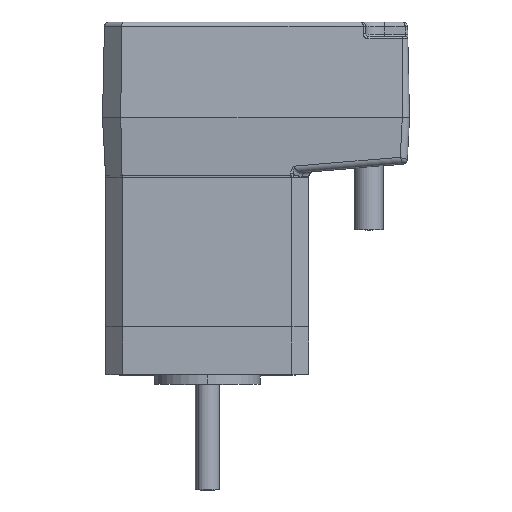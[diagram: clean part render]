
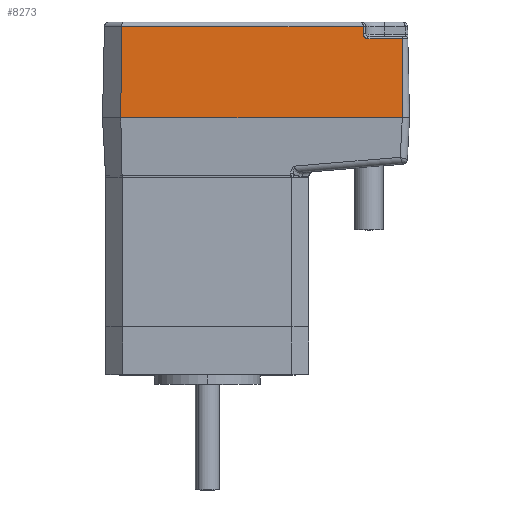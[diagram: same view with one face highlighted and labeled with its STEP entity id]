
A CAD part, top view. The second image highlights one B-rep face of the part: STEP entity #8273.
In plain terms, the highlighted planar face has unit normal (0, 0.021, 1).
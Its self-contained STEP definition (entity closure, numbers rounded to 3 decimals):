
#7947 = ORIENTED_EDGE ( 'NONE', *, *, #8270, .F. ) ;
#8208 = VERTEX_POINT ( 'NONE', #16551 ) ;
#8210 = EDGE_CURVE ( 'NONE', #8234, #8208, #16540, .T. ) ;
#8218 = VERTEX_POINT ( 'NONE', #16541 ) ;
#8219 = VERTEX_POINT ( 'NONE', #16587 ) ;
#8220 = VERTEX_POINT ( 'NONE', #16585 ) ;
#8223 = EDGE_LOOP ( 'NONE', ( #8274, #8276, #20113, #8260, #8264, #8267, #8261, #7947 ) ) ;
#8227 = EDGE_CURVE ( 'NONE', #8218, #8219, #16572, .T. ) ;
#8234 = VERTEX_POINT ( 'NONE', #16601 ) ;
#8255 = EDGE_CURVE ( 'NONE', #8220, #8234, #16636, .T. ) ;
#8257 = EDGE_CURVE ( 'NONE', #8208, #8259, #16687, .T. ) ;
#8259 = VERTEX_POINT ( 'NONE', #16692 ) ;
#8260 = ORIENTED_EDGE ( 'NONE', *, *, #8210, .T. ) ;
#8261 = ORIENTED_EDGE ( 'NONE', *, *, #8271, .T. ) ;
#8262 = VERTEX_POINT ( 'NONE', #16684 ) ;
#8263 = VERTEX_POINT ( 'NONE', #16691 ) ;
#8264 = ORIENTED_EDGE ( 'NONE', *, *, #8257, .T. ) ;
#8265 = EDGE_CURVE ( 'NONE', #8263, #8259, #16676, .T. ) ;
#8267 = ORIENTED_EDGE ( 'NONE', *, *, #8265, .F. ) ;
#8270 = EDGE_CURVE ( 'NONE', #8218, #8262, #16672, .T. ) ;
#8271 = EDGE_CURVE ( 'NONE', #8263, #8262, #16673, .T. ) ;
#8273 = ADVANCED_FACE ( 'NONE', ( #16678 ), #16709, .T. ) ;
#8274 = ORIENTED_EDGE ( 'NONE', *, *, #8227, .T. ) ;
#8275 = EDGE_CURVE ( 'NONE', #8219, #8220, #16703, .T. ) ;
#8276 = ORIENTED_EDGE ( 'NONE', *, *, #8275, .T. ) ;
#16538 = DIRECTION ( 'NONE',  ( -0.009, -1., 0.021 ) ) ;
#16539 = VECTOR ( 'NONE', #16538, 1000. ) ;
#16540 = LINE ( 'NONE', #16544, #16539 ) ;
#16541 = CARTESIAN_POINT ( 'NONE',  ( 32.5, 17.51, 21.463 ) ) ;
#16544 = CARTESIAN_POINT ( 'NONE',  ( -18.021, 0., 21.83 ) ) ;
#16551 = CARTESIAN_POINT ( 'NONE',  ( -18.021, 0., 21.83 ) ) ;
#16569 = DIRECTION ( 'NONE',  ( 0., 1., -0.021 ) ) ;
#16570 = VECTOR ( 'NONE', #16569, 1000. ) ;
#16571 = CARTESIAN_POINT ( 'NONE',  ( 32.5, 0., 21.83 ) ) ;
#16572 = LINE ( 'NONE', #16571, #16570 ) ;
#16585 = CARTESIAN_POINT ( 'NONE',  ( 32.5, 19.021, 21.432 ) ) ;
#16587 = CARTESIAN_POINT ( 'NONE',  ( 32.5, 19.01, 21.432 ) ) ;
#16601 = CARTESIAN_POINT ( 'NONE',  ( -17.856, 19.021, 21.432 ) ) ;
#16631 = CARTESIAN_POINT ( 'NONE',  ( -18.021, 16.51, 21.484 ) ) ;
#16636 = LINE ( 'NONE', #16690, #16689 ) ;
#16672 =( BOUNDED_CURVE ( )  B_SPLINE_CURVE ( 3, ( #16715, #16714, #16713, #16712 ),
 .UNSPECIFIED., .F., .T. ) 
 B_SPLINE_CURVE_WITH_KNOTS ( ( 4, 4 ),
 ( 1.571, 3.142 ),
 .UNSPECIFIED. ) 
 CURVE ( )  GEOMETRIC_REPRESENTATION_ITEM ( )  RATIONAL_B_SPLINE_CURVE ( ( 1., 0.805, 0.805, 1. ) ) 
 REPRESENTATION_ITEM ( '' )  );
#16673 = LINE ( 'NONE', #16631, #16711 ) ;
#16674 = DIRECTION ( 'NONE',  ( 0., -1., 0.021 ) ) ;
#16675 = VECTOR ( 'NONE', #16674, 1000. ) ;
#16676 = LINE ( 'NONE', #16680, #16675 ) ;
#16678 = FACE_OUTER_BOUND ( 'NONE', #8223, .T. ) ;
#16680 = CARTESIAN_POINT ( 'NONE',  ( 40.652, 0., 21.83 ) ) ;
#16681 = DIRECTION ( 'NONE',  ( 1., 0., 0. ) ) ;
#16682 = VECTOR ( 'NONE', #16681, 1000. ) ;
#16683 = CARTESIAN_POINT ( 'NONE',  ( -18.021, 0., 21.83 ) ) ;
#16684 = CARTESIAN_POINT ( 'NONE',  ( 33.5, 16.51, 21.484 ) ) ;
#16685 = AXIS2_PLACEMENT_3D ( 'NONE', #16707, #16706, #16705 ) ;
#16687 = LINE ( 'NONE', #16683, #16682 ) ;
#16688 = DIRECTION ( 'NONE',  ( -1., 0., 0. ) ) ;
#16689 = VECTOR ( 'NONE', #16688, 1000. ) ;
#16690 = CARTESIAN_POINT ( 'NONE',  ( -17.848, 19.021, 21.432 ) ) ;
#16691 = CARTESIAN_POINT ( 'NONE',  ( 40.652, 16.51, 21.484 ) ) ;
#16692 = CARTESIAN_POINT ( 'NONE',  ( 40.652, 0., 21.83 ) ) ;
#16699 = CARTESIAN_POINT ( 'NONE',  ( 32.5, 19.021, 21.432 ) ) ;
#16700 = CARTESIAN_POINT ( 'NONE',  ( 32.5, 19.017, 21.432 ) ) ;
#16701 = CARTESIAN_POINT ( 'NONE',  ( 32.5, 19.014, 21.432 ) ) ;
#16702 = CARTESIAN_POINT ( 'NONE',  ( 32.5, 19.01, 21.432 ) ) ;
#16703 =( BOUNDED_CURVE ( )  B_SPLINE_CURVE ( 3, ( #16702, #16701, #16700, #16699 ),
 .UNSPECIFIED., .F., .T. ) 
 B_SPLINE_CURVE_WITH_KNOTS ( ( 4, 4 ),
 ( 4.712, 4.733 ),
 .UNSPECIFIED. ) 
 CURVE ( )  GEOMETRIC_REPRESENTATION_ITEM ( )  RATIONAL_B_SPLINE_CURVE ( ( 1., 1., 1., 1. ) ) 
 REPRESENTATION_ITEM ( '' )  );
#16705 = DIRECTION ( 'NONE',  ( 0., -1., 0.021 ) ) ;
#16706 = DIRECTION ( 'NONE',  ( 0., 0.021, 1. ) ) ;
#16707 = CARTESIAN_POINT ( 'NONE',  ( -18.021, 0., 21.83 ) ) ;
#16709 = PLANE ( 'NONE',  #16685 ) ;
#16710 = DIRECTION ( 'NONE',  ( -1., 0., 0. ) ) ;
#16711 = VECTOR ( 'NONE', #16710, 1000. ) ;
#16712 = CARTESIAN_POINT ( 'NONE',  ( 33.5, 16.51, 21.484 ) ) ;
#16713 = CARTESIAN_POINT ( 'NONE',  ( 32.914, 16.51, 21.484 ) ) ;
#16714 = CARTESIAN_POINT ( 'NONE',  ( 32.5, 16.925, 21.476 ) ) ;
#16715 = CARTESIAN_POINT ( 'NONE',  ( 32.5, 17.51, 21.463 ) ) ;
#20113 = ORIENTED_EDGE ( 'NONE', *, *, #8255, .T. ) ;
